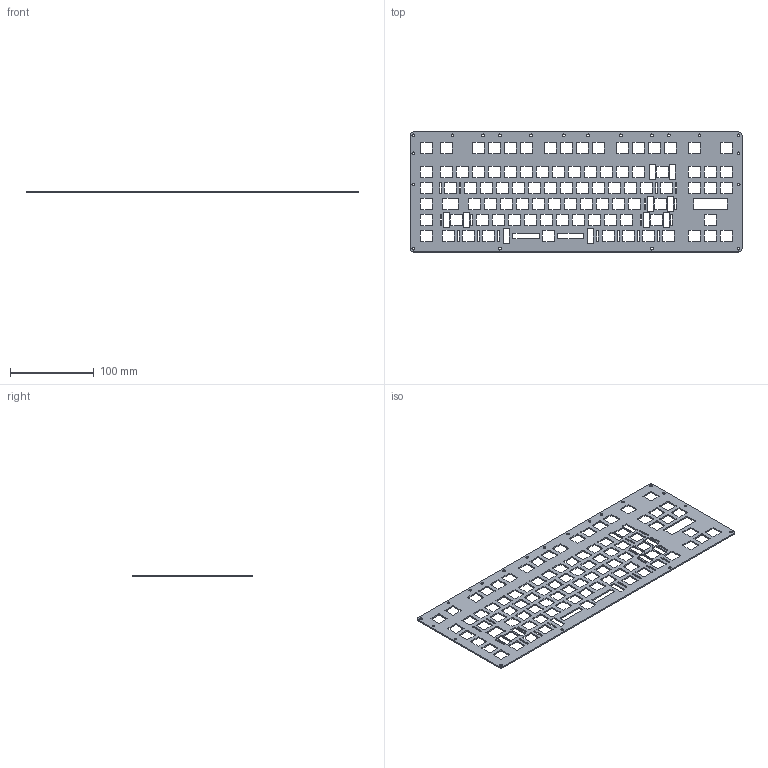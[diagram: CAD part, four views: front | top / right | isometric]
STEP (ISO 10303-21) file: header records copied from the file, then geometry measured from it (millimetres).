
FILE_DESCRIPTION(('KiCad electronic assembly'),'2;1');
FILE_NAME('custom_keyboard plate v3.step','2022-03-06T23:02:55',( 'Pcbnew'),('Kicad'),'Open CASCADE STEP processor 7.5', 'KiCad to STEP converter','Unknown');
FILE_SCHEMA(('AUTOMOTIVE_DESIGN { 1 0 10303 214 1 1 1 1 }'));
Length unit declared in the file: millimetre
Products named in the file (2): custom_keyboard plate v3 1; custom_keyboard plate v3 - map PCB
Assembly tree (1 placements, depth 2):
  custom_keyboard plate v3 1
    custom_keyboard plate v3 - map PCB
Bounding box: 395.26 x 142.87 x 1.6 mm (x, y, z)
Volume: 56760.3 mm3; surface area: 83166.6 mm2
Topology: 1 solids, 1 shells, 1006 faces, 3012 edges, 2008 vertices
Faces by surface type: cylinder 512, plane 494
Full cylindrical faces by diameter (mm): 3.2 x20
Entity records: 73951 total; most frequent: DIRECTION 12076, CARTESIAN_POINT 12052, LINE 6988, VECTOR 6988, ORIENTED_EDGE 6024, PCURVE 6024, DEFINITIONAL_REPRESENTATION 6024, EDGE_CURVE 3012
